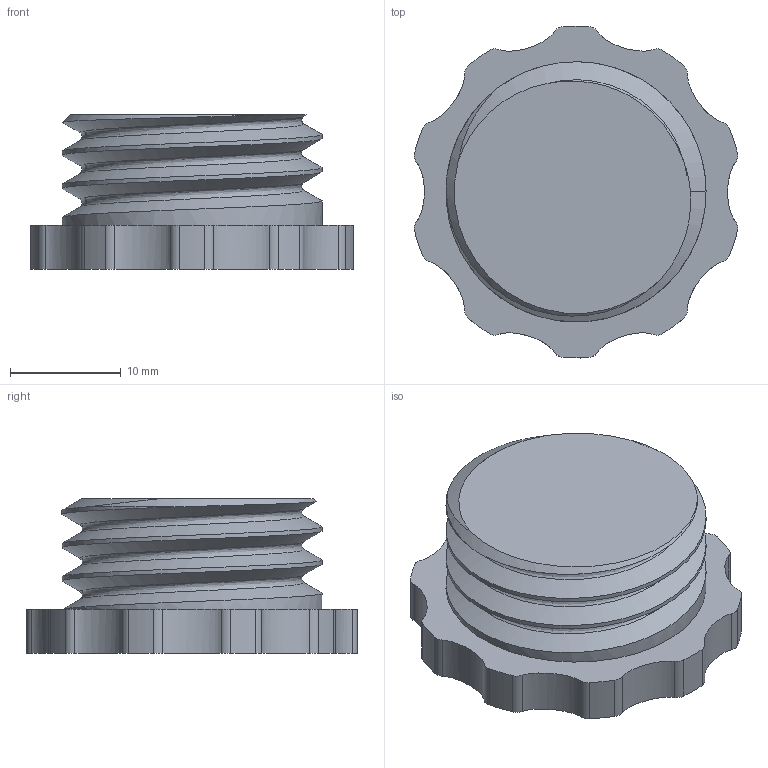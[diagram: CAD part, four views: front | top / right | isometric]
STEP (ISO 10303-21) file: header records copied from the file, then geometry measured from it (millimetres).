
FILE_DESCRIPTION(('FreeCAD Model'),'2;1');
FILE_NAME('Open CASCADE Shape Model','2025-03-07T21:22:45',(''),(''), 'Open CASCADE STEP processor 7.8','FreeCAD','Unknown');
FILE_SCHEMA(('AUTOMOTIVE_DESIGN { 1 0 10303 214 1 1 1 1 }'));
Length unit declared in the file: millimetre
Products named in the file (1): Cut
Bounding box: 29.22 x 29.99 x 14 mm (x, y, z)
Volume: 6311.3 mm3; surface area: 2737.6 mm2
Topology: 1 solids, 1 shells, 58 faces, 159 edges, 104 vertices
Faces by surface type: bspline 32, cylinder 11, extrusion 10, plane 4, cone 1
Entity records: 11177 total; most frequent: CARTESIAN_POINT 8655, ORIENTED_EDGE 318, PCURVE 318, DEFINITIONAL_REPRESENTATION 318, B_SPLINE_CURVE_WITH_KNOTS 304, DIRECTION 251, EDGE_CURVE 159, SURFACE_CURVE 159
